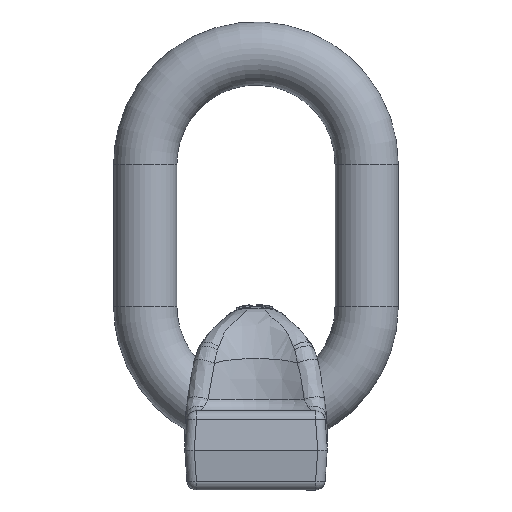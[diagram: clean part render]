
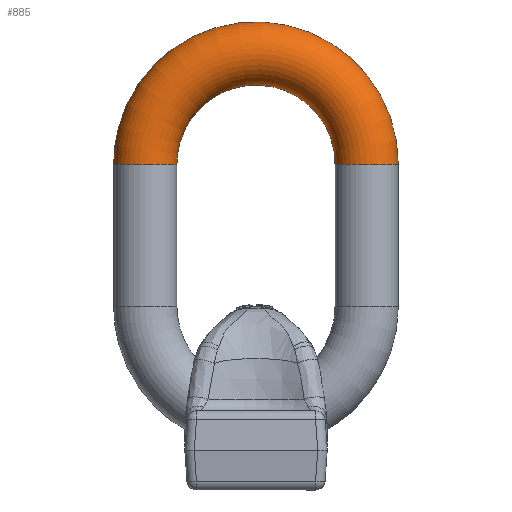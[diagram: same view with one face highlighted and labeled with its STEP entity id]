
A CAD part, left-side view. The second image highlights one B-rep face of the part: STEP entity #885.
In plain terms, the highlighted toroidal (fillet/blend) face has major radius 70 mm and minor radius 20 mm.
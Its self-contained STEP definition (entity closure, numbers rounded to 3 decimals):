
#133=TOROIDAL_SURFACE('',#6154,70.,20.);
#267=CIRCLE('',#6152,20.);
#268=CIRCLE('',#6153,20.);
#289=FACE_BOUND('',#1676,.T.);
#290=FACE_BOUND('',#1677,.T.);
#885=ADVANCED_FACE('',(#289,#290),#133,.T.);
#1676=EDGE_LOOP('',(#3921));
#1677=EDGE_LOOP('',(#3922));
#3921=ORIENTED_EDGE('',*,*,#5367,.T.);
#3922=ORIENTED_EDGE('',*,*,#5368,.T.);
#4467=VERTEX_POINT('',#23828);
#4468=VERTEX_POINT('',#23830);
#5367=EDGE_CURVE('',#4467,#4467,#267,.T.);
#5368=EDGE_CURVE('',#4468,#4468,#268,.T.);
#6152=AXIS2_PLACEMENT_3D('',#23827,#6820,#6821);
#6153=AXIS2_PLACEMENT_3D('',#23829,#6822,#6823);
#6154=AXIS2_PLACEMENT_3D('',#23831,#6824,#6825);
#6820=DIRECTION('',(0.,0.,1.));
#6821=DIRECTION('',(-1.,0.,0.));
#6822=DIRECTION('',(0.,0.,1.));
#6823=DIRECTION('',(-1.,0.,0.));
#6824=DIRECTION('',(-1.,0.,0.));
#6825=DIRECTION('',(0.,-1.,0.));
#23827=CARTESIAN_POINT('',(0.,-70.,206.));
#23828=CARTESIAN_POINT('',(-20.,-70.,206.));
#23829=CARTESIAN_POINT('',(0.,70.,206.));
#23830=CARTESIAN_POINT('',(-20.,70.,206.));
#23831=CARTESIAN_POINT('',(0.,0.,206.));
